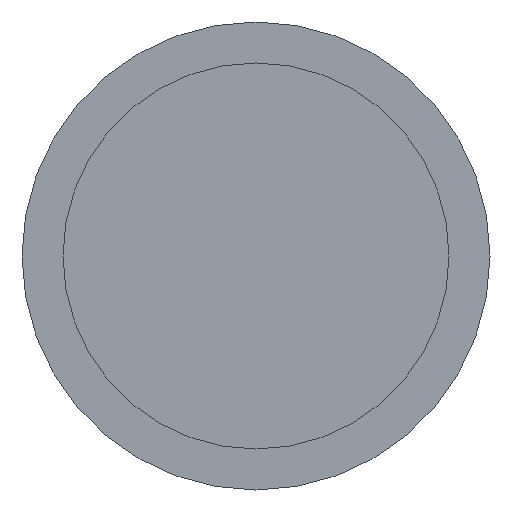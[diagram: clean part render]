
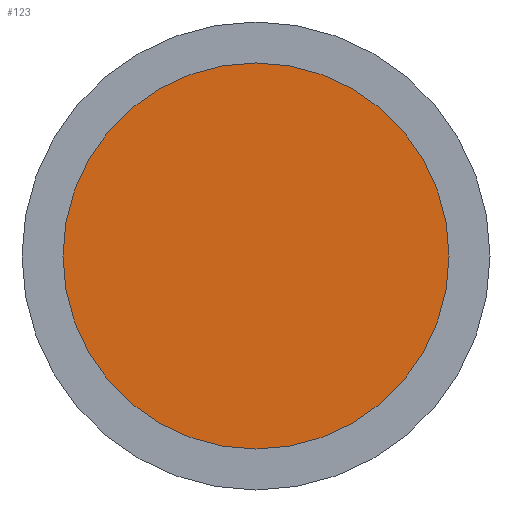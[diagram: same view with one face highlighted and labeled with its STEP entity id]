
A CAD part, left-side view. The second image highlights one B-rep face of the part: STEP entity #123.
In plain terms, the highlighted planar face has unit normal (-1, 0, 0).
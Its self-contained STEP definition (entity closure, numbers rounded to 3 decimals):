
#83 = CARTESIAN_POINT ( 'NONE',  ( 0., 0., -6.6 ) ) ;
#102 = FACE_OUTER_BOUND ( 'NONE', #174, .T. ) ;
#108 = DIRECTION ( 'NONE',  ( 0., 0., 1. ) ) ;
#121 = ORIENTED_EDGE ( 'NONE', *, *, #155, .T. ) ;
#123 = ADVANCED_FACE ( 'NONE', ( #102 ), #344, .F. ) ;
#141 = DIRECTION ( 'NONE',  ( -1., 0., 0. ) ) ;
#143 = DIRECTION ( 'NONE',  ( 0., 0., 1. ) ) ;
#155 = EDGE_CURVE ( 'NONE', #211, #284, #376, .T. ) ;
#158 = ORIENTED_EDGE ( 'NONE', *, *, #351, .T. ) ;
#162 = CARTESIAN_POINT ( 'NONE',  ( 0., 0., 0. ) ) ;
#174 = EDGE_LOOP ( 'NONE', ( #121, #158 ) ) ;
#188 = DIRECTION ( 'NONE',  ( 1., 0., 0. ) ) ;
#201 = CARTESIAN_POINT ( 'NONE',  ( 0., 0., 6.6 ) ) ;
#211 = VERTEX_POINT ( 'NONE', #201 ) ;
#226 = CIRCLE ( 'NONE', #261, 6.6 ) ;
#239 = AXIS2_PLACEMENT_3D ( 'NONE', #162, #188, #251 ) ;
#251 = DIRECTION ( 'NONE',  ( 0., 0., -1. ) ) ;
#261 = AXIS2_PLACEMENT_3D ( 'NONE', #299, #384, #143 ) ;
#284 = VERTEX_POINT ( 'NONE', #83 ) ;
#299 = CARTESIAN_POINT ( 'NONE',  ( 0., 0., 0. ) ) ;
#319 = CARTESIAN_POINT ( 'NONE',  ( 0., 0., 0. ) ) ;
#344 = PLANE ( 'NONE',  #239 ) ;
#351 = EDGE_CURVE ( 'NONE', #284, #211, #226, .T. ) ;
#376 = CIRCLE ( 'NONE', #394, 6.6 ) ;
#384 = DIRECTION ( 'NONE',  ( -1., 0., 0. ) ) ;
#394 = AXIS2_PLACEMENT_3D ( 'NONE', #319, #141, #108 ) ;
